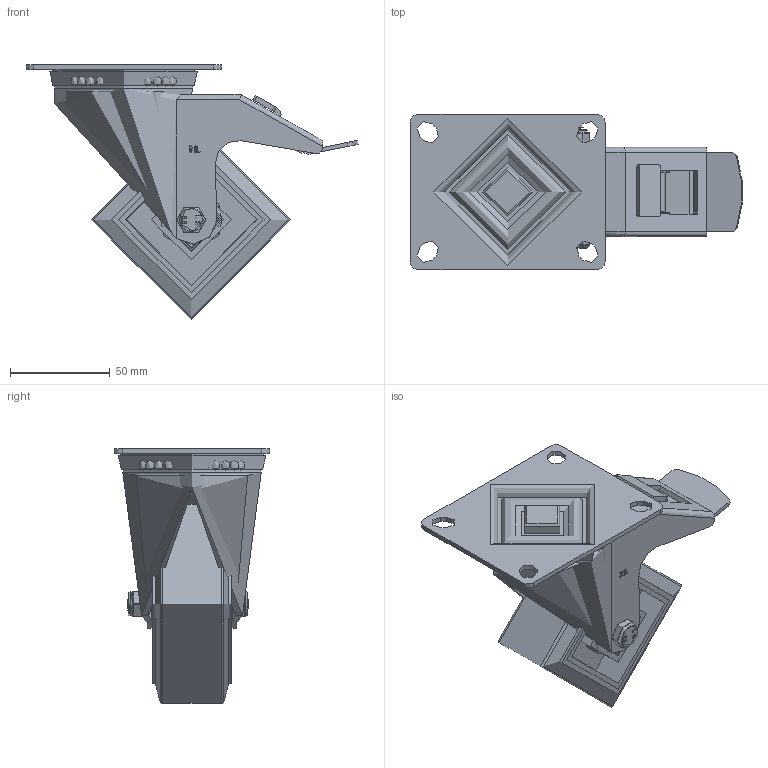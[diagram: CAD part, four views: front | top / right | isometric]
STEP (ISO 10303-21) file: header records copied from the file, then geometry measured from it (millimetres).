
FILE_DESCRIPTION(/* description */ (''),/* implementation_level */ '2;1');
FILE_NAME(/* name */ 'BZGMM100ERBJSWB - 2.step',/* time_stamp */ '2024-05-24T15:54:54+01:00',/* author */ (''),/* organization */ (''),/* preprocessor_version */ 'ST-DEVELOPER v20',/* originating_system */ 'Autodesk Translation Framework v13.14.0.145',/* authorisation */ '');
FILE_SCHEMA (('AUTOMOTIVE_DESIGN { 1 0 10303 214 3 1 1 }'));
Length unit declared in the file: millimetre
Products named in the file (36): BZGMM100ERBJSWB; BZGMM100ASSWB - 2 v1; ZINC PLATED, PRESSED STEEL FORKS; BRAKE PAD; BEARING SEAL; ZINC PLATED, PRESSED STEEL BRAKE PEDAL; ZINC PLATED, PRESSED STEEL TOP PLATE; ZINC PLATED, PRESSED STEEL TOP PLATE Geometry; Pattern; Component2; BZH100WERBJM15 v1; 65 SHORE A BLACK ELASTIC RUBBER; ALUMINIUM RIM; ALUMINIUM RIM Geometry; SPACER; BEARING6002; BALL BEARINGS; STEEL; BEARING6002 (1); BALL BEARINGS (1); Component3; STEEL (1); STEEL 1; STEEL 3; STEEL 2; RUBBER; TUBEM15X40X10 v1; STEEL TUBE; NYLONBUSH v1; NYLONBUSH; HEXBOLTM8X55Z8.8 v2; GRADE 8.8 ZINC PLATED BOLT; NYLOCM8Z v1; NYLOC NUT; NUT; RUBBER (1)
Assembly tree (83 placements, depth 5):
  BZGMM100ERBJSWB
    BZGMM100ASSWB - 2 v1
      ZINC PLATED, PRESSED STEEL FORKS
      BRAKE PAD
      BEARING SEAL
      ZINC PLATED, PRESSED STEEL BRAKE PEDAL
      ZINC PLATED, PRESSED STEEL TOP PLATE
        ZINC PLATED, PRESSED STEEL TOP PLATE Geometry
        Pattern
          Component2  x28
    BZH100WERBJM15 v1
      65 SHORE A BLACK ELASTIC RUBBER
      ALUMINIUM RIM
        ALUMINIUM RIM Geometry
        SPACER
      BEARING6002
        BALL BEARINGS
          Component3  x9
        STEEL
          STEEL 1
          STEEL 3
          STEEL 2
        RUBBER
      BEARING6002 (1)
        BALL BEARINGS (1)
          Component3  x9
        STEEL (1)
          STEEL 1
          STEEL 3
          STEEL 2
        RUBBER
    TUBEM15X40X10 v1
      STEEL TUBE
    NYLONBUSH v1
      NYLONBUSH
    HEXBOLTM8X55Z8.8 v2
      GRADE 8.8 ZINC PLATED BOLT
    NYLOCM8Z v1
      NYLOC NUT
        NUT
        RUBBER (1)
Bounding box: 166.69 x 78 x 128 mm (x, y, z)
Volume: 319578.4 mm3; surface area: 154734 mm2
Topology: 69 solids, 69 shells, 1187 faces, 3014 edges, 1964 vertices
Faces by surface type: plane 502, bspline 306, cylinder 238, sphere 106, torus 18, cone 17
Full cylindrical faces by diameter (mm): 0.664 x2, 6.446 x7, 7.866 x13, 8 x4, 8.2 x2, 8.6 x2, 10 x1, 10.2 x1, 11.5 x1, 12.1 x1, 14.95 x1, 15 x3, 18 x2, 20 x6, 21 x4, 21.6 x4, 25 x2, 26 x1, 27.4 x4, 28 x4, 28.4 x6, 30 x2, 32 x4, 40 x2, 47 x1, 64.5 x1, 69.5 x1, 73 x2, 80 x2, 100 x1
Entity records: 32599 total; most frequent: CARTESIAN_POINT 13240, ORIENTED_EDGE 3960, DIRECTION 3471, EDGE_CURVE 1980, VERTEX_POINT 1284, AXIS2_PLACEMENT_3D 1249, LINE 973, VECTOR 973
